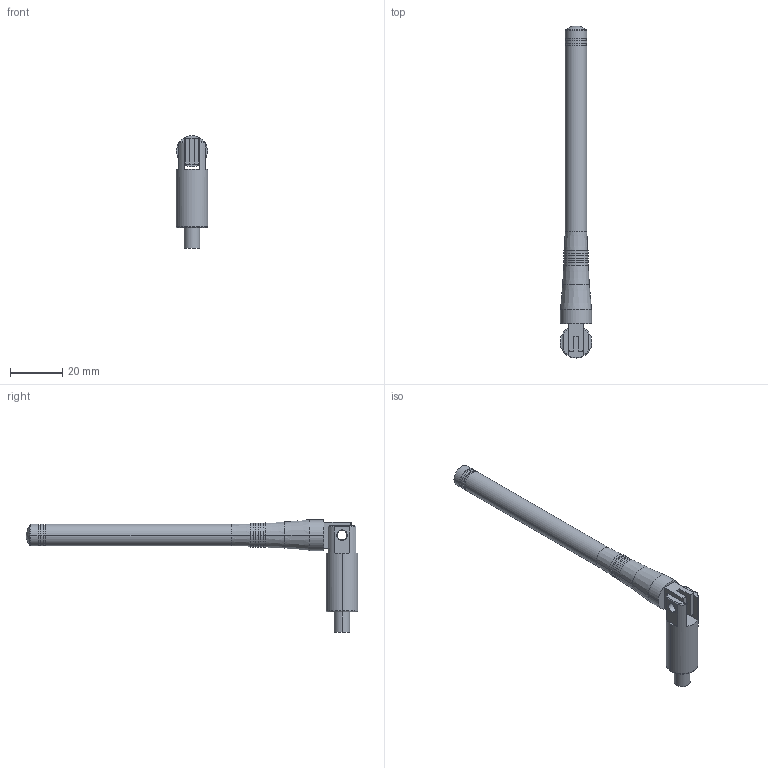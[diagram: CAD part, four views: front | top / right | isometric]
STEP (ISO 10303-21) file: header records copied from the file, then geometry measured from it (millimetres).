
FILE_DESCRIPTION (( 'STEP AP214' ), '1' );
FILE_NAME ('User Library-ANT-916-PML.STEP', '2024-11-09T06:42:50', ( '' ), ( '' ), 'SwSTEP 2.0', 'SolidWorks 2022', '' );
FILE_SCHEMA (( 'AUTOMOTIVE_DESIGN' ));
Length unit declared in the file: millimetre
Products named in the file (3): User Library-ANT-916-PML; ANT-916-PML_Antena_Valor predeterminado; ANT-916-PML_Base_Valor predeterminado
Assembly tree (2 placements, depth 2):
  User Library-ANT-916-PML
    ANT-916-PML_Base_Valor predeterminado
    ANT-916-PML_Antena_Valor predeterminado
Bounding box: 12.19 x 127.03 x 43.2 mm (x, y, z)
Volume: 10702.4 mm3; surface area: 5486.7 mm2
Topology: 2 solids, 2 shells, 88 faces, 198 edges, 127 vertices
Faces by surface type: cylinder 34, plane 32, cone 14, torus 6, sphere 2
Entity records: 2678 total; most frequent: DIRECTION 478, CARTESIAN_POINT 458, ORIENTED_EDGE 396, EDGE_CURVE 198, AXIS2_PLACEMENT_3D 195, VERTEX_POINT 127, EDGE_LOOP 109, CIRCLE 102
